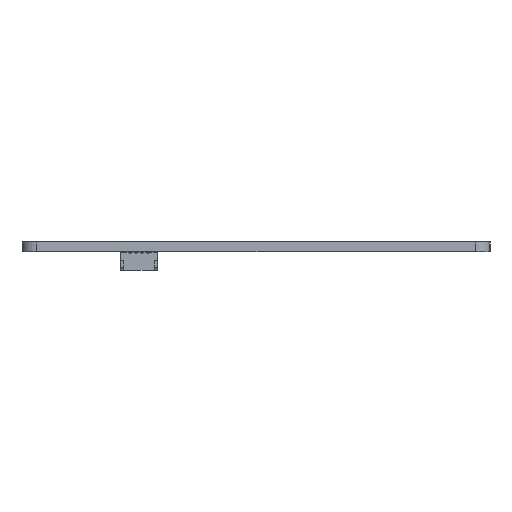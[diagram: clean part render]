
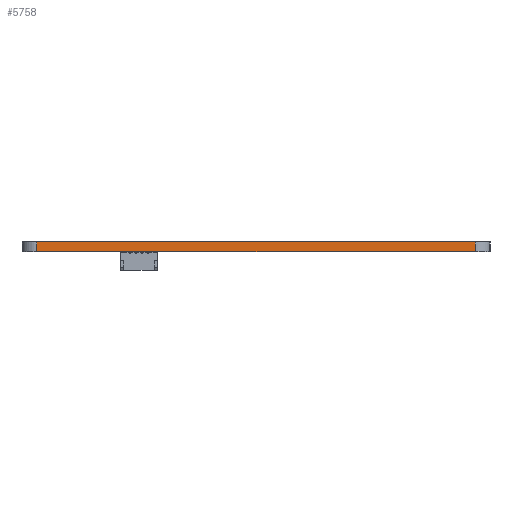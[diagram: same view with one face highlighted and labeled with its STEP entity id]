
A CAD part, left-side view. The second image highlights one B-rep face of the part: STEP entity #5758.
In plain terms, the highlighted planar face has unit normal (-1, 0, 0).
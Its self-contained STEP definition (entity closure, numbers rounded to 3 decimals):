
#5758 = ADVANCED_FACE('',(#5759),#5773,.T.);
#5759 = FACE_BOUND('',#5760,.T.);
#5760 = EDGE_LOOP('',(#5761,#5796,#5824,#5852));
#5761 = ORIENTED_EDGE('',*,*,#5762,.T.);
#5762 = EDGE_CURVE('',#5763,#5765,#5767,.T.);
#5763 = VERTEX_POINT('',#5764);
#5764 = CARTESIAN_POINT('',(31.75,-105.569,0.));
#5765 = VERTEX_POINT('',#5766);
#5766 = CARTESIAN_POINT('',(31.75,-105.569,1.6));
#5767 = SURFACE_CURVE('',#5768,(#5772,#5784),.PCURVE_S1.);
#5768 = LINE('',#5769,#5770);
#5769 = CARTESIAN_POINT('',(31.75,-105.569,0.));
#5770 = VECTOR('',#5771,1.);
#5771 = DIRECTION('',(0.,0.,1.));
#5772 = PCURVE('',#5773,#5778);
#5773 = PLANE('',#5774);
#5774 = AXIS2_PLACEMENT_3D('',#5775,#5776,#5777);
#5775 = CARTESIAN_POINT('',(31.75,-105.569,0.));
#5776 = DIRECTION('',(-1.,0.,0.));
#5777 = DIRECTION('',(0.,1.,0.));
#5778 = DEFINITIONAL_REPRESENTATION('',(#5779),#5783);
#5779 = LINE('',#5780,#5781);
#5780 = CARTESIAN_POINT('',(0.,0.));
#5781 = VECTOR('',#5782,1.);
#5782 = DIRECTION('',(0.,-1.));
#5783 = ( GEOMETRIC_REPRESENTATION_CONTEXT(2) 
PARAMETRIC_REPRESENTATION_CONTEXT() REPRESENTATION_CONTEXT('2D SPACE',''
  ) );
#5784 = PCURVE('',#5785,#5790);
#5785 = CYLINDRICAL_SURFACE('',#5786,2.381);
#5786 = AXIS2_PLACEMENT_3D('',#5787,#5788,#5789);
#5787 = CARTESIAN_POINT('',(34.131,-105.569,0.));
#5788 = DIRECTION('',(-0.,-0.,-1.));
#5789 = DIRECTION('',(1.,0.,-0.));
#5790 = DEFINITIONAL_REPRESENTATION('',(#5791),#5795);
#5791 = LINE('',#5792,#5793);
#5792 = CARTESIAN_POINT('',(-3.141,0.));
#5793 = VECTOR('',#5794,1.);
#5794 = DIRECTION('',(-0.,-1.));
#5795 = ( GEOMETRIC_REPRESENTATION_CONTEXT(2) 
PARAMETRIC_REPRESENTATION_CONTEXT() REPRESENTATION_CONTEXT('2D SPACE',''
  ) );
#5796 = ORIENTED_EDGE('',*,*,#5797,.T.);
#5797 = EDGE_CURVE('',#5765,#5798,#5800,.T.);
#5798 = VERTEX_POINT('',#5799);
#5799 = CARTESIAN_POINT('',(31.75,-34.131,1.6));
#5800 = SURFACE_CURVE('',#5801,(#5805,#5812),.PCURVE_S1.);
#5801 = LINE('',#5802,#5803);
#5802 = CARTESIAN_POINT('',(31.75,-105.569,1.6));
#5803 = VECTOR('',#5804,1.);
#5804 = DIRECTION('',(0.,1.,0.));
#5805 = PCURVE('',#5773,#5806);
#5806 = DEFINITIONAL_REPRESENTATION('',(#5807),#5811);
#5807 = LINE('',#5808,#5809);
#5808 = CARTESIAN_POINT('',(0.,-1.6));
#5809 = VECTOR('',#5810,1.);
#5810 = DIRECTION('',(1.,0.));
#5811 = ( GEOMETRIC_REPRESENTATION_CONTEXT(2) 
PARAMETRIC_REPRESENTATION_CONTEXT() REPRESENTATION_CONTEXT('2D SPACE',''
  ) );
#5812 = PCURVE('',#5813,#5818);
#5813 = PLANE('',#5814);
#5814 = AXIS2_PLACEMENT_3D('',#5815,#5816,#5817);
#5815 = CARTESIAN_POINT('',(155.502,-69.831,1.6));
#5816 = DIRECTION('',(-0.,-0.,-1.));
#5817 = DIRECTION('',(-1.,0.,0.));
#5818 = DEFINITIONAL_REPRESENTATION('',(#5819),#5823);
#5819 = LINE('',#5820,#5821);
#5820 = CARTESIAN_POINT('',(123.752,-35.738));
#5821 = VECTOR('',#5822,1.);
#5822 = DIRECTION('',(0.,1.));
#5823 = ( GEOMETRIC_REPRESENTATION_CONTEXT(2) 
PARAMETRIC_REPRESENTATION_CONTEXT() REPRESENTATION_CONTEXT('2D SPACE',''
  ) );
#5824 = ORIENTED_EDGE('',*,*,#5825,.F.);
#5825 = EDGE_CURVE('',#5826,#5798,#5828,.T.);
#5826 = VERTEX_POINT('',#5827);
#5827 = CARTESIAN_POINT('',(31.75,-34.131,0.));
#5828 = SURFACE_CURVE('',#5829,(#5833,#5840),.PCURVE_S1.);
#5829 = LINE('',#5830,#5831);
#5830 = CARTESIAN_POINT('',(31.75,-34.131,0.));
#5831 = VECTOR('',#5832,1.);
#5832 = DIRECTION('',(0.,0.,1.));
#5833 = PCURVE('',#5773,#5834);
#5834 = DEFINITIONAL_REPRESENTATION('',(#5835),#5839);
#5835 = LINE('',#5836,#5837);
#5836 = CARTESIAN_POINT('',(71.438,0.));
#5837 = VECTOR('',#5838,1.);
#5838 = DIRECTION('',(0.,-1.));
#5839 = ( GEOMETRIC_REPRESENTATION_CONTEXT(2) 
PARAMETRIC_REPRESENTATION_CONTEXT() REPRESENTATION_CONTEXT('2D SPACE',''
  ) );
#5840 = PCURVE('',#5841,#5846);
#5841 = CYLINDRICAL_SURFACE('',#5842,2.381);
#5842 = AXIS2_PLACEMENT_3D('',#5843,#5844,#5845);
#5843 = CARTESIAN_POINT('',(34.131,-34.131,0.));
#5844 = DIRECTION('',(-0.,-0.,-1.));
#5845 = DIRECTION('',(1.,0.,-0.));
#5846 = DEFINITIONAL_REPRESENTATION('',(#5847),#5851);
#5847 = LINE('',#5848,#5849);
#5848 = CARTESIAN_POINT('',(-3.142,0.));
#5849 = VECTOR('',#5850,1.);
#5850 = DIRECTION('',(-0.,-1.));
#5851 = ( GEOMETRIC_REPRESENTATION_CONTEXT(2) 
PARAMETRIC_REPRESENTATION_CONTEXT() REPRESENTATION_CONTEXT('2D SPACE',''
  ) );
#5852 = ORIENTED_EDGE('',*,*,#5853,.F.);
#5853 = EDGE_CURVE('',#5763,#5826,#5854,.T.);
#5854 = SURFACE_CURVE('',#5855,(#5859,#5866),.PCURVE_S1.);
#5855 = LINE('',#5856,#5857);
#5856 = CARTESIAN_POINT('',(31.75,-105.569,0.));
#5857 = VECTOR('',#5858,1.);
#5858 = DIRECTION('',(0.,1.,0.));
#5859 = PCURVE('',#5773,#5860);
#5860 = DEFINITIONAL_REPRESENTATION('',(#5861),#5865);
#5861 = LINE('',#5862,#5863);
#5862 = CARTESIAN_POINT('',(0.,0.));
#5863 = VECTOR('',#5864,1.);
#5864 = DIRECTION('',(1.,0.));
#5865 = ( GEOMETRIC_REPRESENTATION_CONTEXT(2) 
PARAMETRIC_REPRESENTATION_CONTEXT() REPRESENTATION_CONTEXT('2D SPACE',''
  ) );
#5866 = PCURVE('',#5867,#5872);
#5867 = PLANE('',#5868);
#5868 = AXIS2_PLACEMENT_3D('',#5869,#5870,#5871);
#5869 = CARTESIAN_POINT('',(155.502,-69.831,0.));
#5870 = DIRECTION('',(-0.,-0.,-1.));
#5871 = DIRECTION('',(-1.,0.,0.));
#5872 = DEFINITIONAL_REPRESENTATION('',(#5873),#5877);
#5873 = LINE('',#5874,#5875);
#5874 = CARTESIAN_POINT('',(123.752,-35.738));
#5875 = VECTOR('',#5876,1.);
#5876 = DIRECTION('',(0.,1.));
#5877 = ( GEOMETRIC_REPRESENTATION_CONTEXT(2) 
PARAMETRIC_REPRESENTATION_CONTEXT() REPRESENTATION_CONTEXT('2D SPACE',''
  ) );
